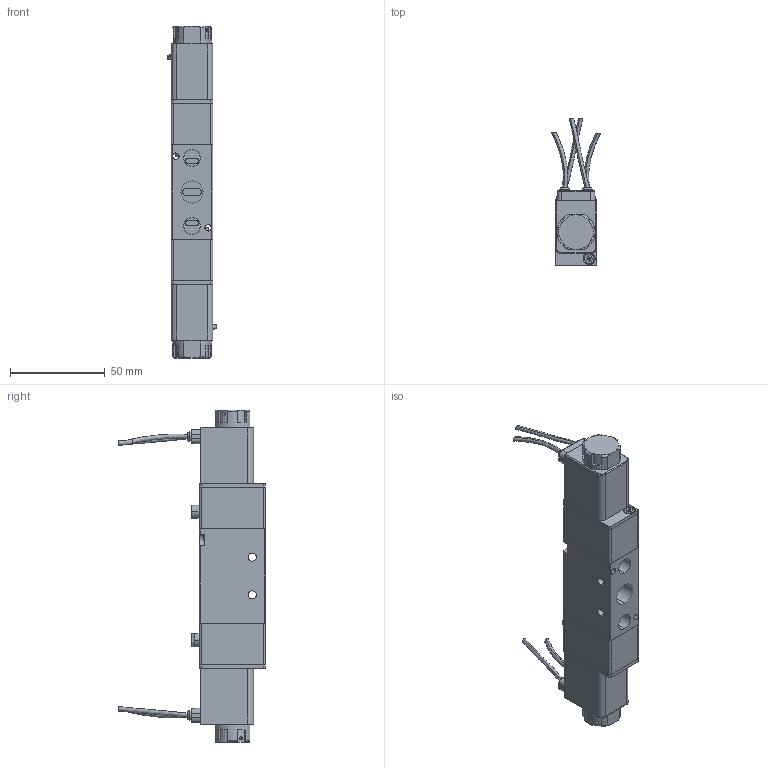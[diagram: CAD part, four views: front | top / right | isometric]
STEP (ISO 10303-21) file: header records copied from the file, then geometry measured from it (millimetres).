
FILE_DESCRIPTION (( 'STEP AP203' ), '1' );
FILE_NAME ('4V220-08-G.STEP', '2017-09-22T15:55:41', ( '' ), ( '' ), 'SwSTEP 2.0', 'SolidWorks 2016', '' );
FILE_SCHEMA (( 'CONFIG_CONTROL_DESIGN' ));
Length unit declared in the file: millimetre
Products named in the file (7): cross recessed countersunk head screws gb1_GB_T819.1-2000-«++¦¦¦--+-¦¦ñ M3X30-28.35  Z type-N; 200C-G; 4V220-08-G; 4V210-08-03+ｺｦs-G-+-+; 4V210-14-+ｦ++ｺ+ｷ; 4V210-13-戌s; 4V210-XD-03-+氖+-
Assembly tree (13 placements, depth 2):
  4V220-08-G
    4V210-08-03+ｺｦs-G-+-+
    4V210-14-+ｦ++ｺ+ｷ  x2
    4V210-13-戌s  x2
    4V210-XD-03-+氖+-  x2
    cross recessed countersunk head screws gb1_GB_T819.1-2000-«++¦¦¦--+-¦¦ñ M3X30-28.35  Z type-N  x4
    200C-G  x2
Bounding box: 26.42 x 77.71 x 175.6 mm (x, y, z)
Volume: 101789.3 mm3; surface area: 40968.8 mm2
Topology: 19 solids, 19 shells, 514 faces, 1264 edges, 824 vertices
Faces by surface type: plane 278, cylinder 180, bspline 40, cone 16
Entity records: 9713 total; most frequent: CARTESIAN_POINT 2818, DIRECTION 1243, ORIENTED_EDGE 1234, EDGE_CURVE 617, AXIS2_PLACEMENT_3D 451, VERTEX_POINT 405, LINE 341, VECTOR 341
